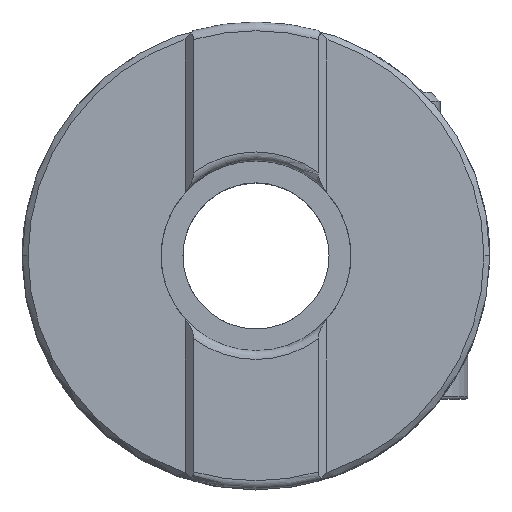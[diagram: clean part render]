
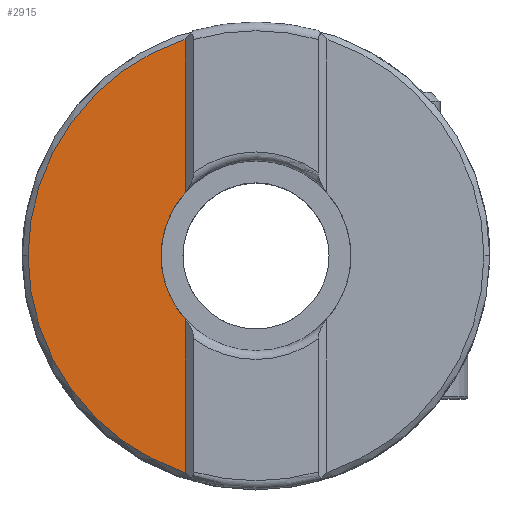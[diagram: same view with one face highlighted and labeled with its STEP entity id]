
A CAD part, top view. The second image highlights one B-rep face of the part: STEP entity #2915.
In plain terms, the highlighted planar face has unit normal (0, 0, 1).
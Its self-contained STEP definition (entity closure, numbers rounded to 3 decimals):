
#78 = CIRCLE ( 'NONE', #1224, 3.25 ) ;
#145 = EDGE_LOOP ( 'NONE', ( #2717, #551, #3095, #1449, #192, #912 ) ) ;
#192 = ORIENTED_EDGE ( 'NONE', *, *, #914, .T. ) ;
#255 = DIRECTION ( 'NONE',  ( 0., 0., 1. ) ) ;
#259 = AXIS2_PLACEMENT_3D ( 'NONE', #1494, #255, #1509 ) ;
#277 = DIRECTION ( 'NONE',  ( 0., 0., -1. ) ) ;
#343 = EDGE_CURVE ( 'NONE', #1497, #1366, #2675, .T. ) ;
#346 = CARTESIAN_POINT ( 'NONE',  ( 0., 0., 7.7 ) ) ;
#418 = CARTESIAN_POINT ( 'NONE',  ( -2.43, 7.622, 7.7 ) ) ;
#429 = AXIS2_PLACEMENT_3D ( 'NONE', #1007, #1974, #2990 ) ;
#551 = ORIENTED_EDGE ( 'NONE', *, *, #1987, .T. ) ;
#736 = DIRECTION ( 'NONE',  ( 0., 1., 0. ) ) ;
#885 = EDGE_CURVE ( 'NONE', #2725, #1497, #78, .T. ) ;
#912 = ORIENTED_EDGE ( 'NONE', *, *, #343, .F. ) ;
#914 = EDGE_CURVE ( 'NONE', #2459, #1366, #2931, .T. ) ;
#922 = AXIS2_PLACEMENT_3D ( 'NONE', #346, #277, #1052 ) ;
#981 = DIRECTION ( 'NONE',  ( 0., 0., 1. ) ) ;
#997 = VECTOR ( 'NONE', #3153, 1000. ) ;
#1007 = CARTESIAN_POINT ( 'NONE',  ( 0., 0., 7.7 ) ) ;
#1052 = DIRECTION ( 'NONE',  ( 1., 0., 0. ) ) ;
#1140 = LINE ( 'NONE', #2667, #997 ) ;
#1219 = FACE_OUTER_BOUND ( 'NONE', #145, .T. ) ;
#1224 = AXIS2_PLACEMENT_3D ( 'NONE', #2461, #1414, #2180 ) ;
#1251 = DIRECTION ( 'NONE',  ( 1., 0., 0. ) ) ;
#1339 = CIRCLE ( 'NONE', #922, 7.8 ) ;
#1366 = VERTEX_POINT ( 'NONE', #2733 ) ;
#1414 = DIRECTION ( 'NONE',  ( 0., 0., 1. ) ) ;
#1449 = ORIENTED_EDGE ( 'NONE', *, *, #3266, .F. ) ;
#1453 = EDGE_CURVE ( 'NONE', #3080, #2407, #1339, .T. ) ;
#1494 = CARTESIAN_POINT ( 'NONE',  ( 0., 0., 7.7 ) ) ;
#1497 = VERTEX_POINT ( 'NONE', #2301 ) ;
#1509 = DIRECTION ( 'NONE',  ( 1., 0., 0. ) ) ;
#1696 = CARTESIAN_POINT ( 'NONE',  ( -2.43, -7.412, 7.7 ) ) ;
#1758 = PLANE ( 'NONE',  #2653 ) ;
#1974 = DIRECTION ( 'NONE',  ( 0., 0., -1. ) ) ;
#1987 = EDGE_CURVE ( 'NONE', #2725, #2407, #1140, .T. ) ;
#2072 = VECTOR ( 'NONE', #736, 1000. ) ;
#2161 = CARTESIAN_POINT ( 'NONE',  ( -2.43, 2.158, 7.7 ) ) ;
#2180 = DIRECTION ( 'NONE',  ( 1., 0., 0. ) ) ;
#2301 = CARTESIAN_POINT ( 'NONE',  ( -3.25, 0., 7.7 ) ) ;
#2327 = CIRCLE ( 'NONE', #429, 7.8 ) ;
#2407 = VERTEX_POINT ( 'NONE', #2858 ) ;
#2459 = VERTEX_POINT ( 'NONE', #1696 ) ;
#2461 = CARTESIAN_POINT ( 'NONE',  ( 0., 0., 7.7 ) ) ;
#2653 = AXIS2_PLACEMENT_3D ( 'NONE', #3247, #981, #1251 ) ;
#2667 = CARTESIAN_POINT ( 'NONE',  ( -2.43, 7.622, 7.7 ) ) ;
#2675 = CIRCLE ( 'NONE', #259, 3.25 ) ;
#2717 = ORIENTED_EDGE ( 'NONE', *, *, #885, .F. ) ;
#2725 = VERTEX_POINT ( 'NONE', #2161 ) ;
#2733 = CARTESIAN_POINT ( 'NONE',  ( -2.43, -2.158, 7.7 ) ) ;
#2858 = CARTESIAN_POINT ( 'NONE',  ( -2.43, 7.412, 7.7 ) ) ;
#2896 = CARTESIAN_POINT ( 'NONE',  ( -7.8, 0., 7.7 ) ) ;
#2915 = ADVANCED_FACE ( 'NONE', ( #1219 ), #1758, .T. ) ;
#2931 = LINE ( 'NONE', #418, #2072 ) ;
#2990 = DIRECTION ( 'NONE',  ( 1., 0., 0. ) ) ;
#3080 = VERTEX_POINT ( 'NONE', #2896 ) ;
#3095 = ORIENTED_EDGE ( 'NONE', *, *, #1453, .F. ) ;
#3153 = DIRECTION ( 'NONE',  ( 0., 1., 0. ) ) ;
#3247 = CARTESIAN_POINT ( 'NONE',  ( 0., 0., 7.7 ) ) ;
#3266 = EDGE_CURVE ( 'NONE', #2459, #3080, #2327, .T. ) ;
